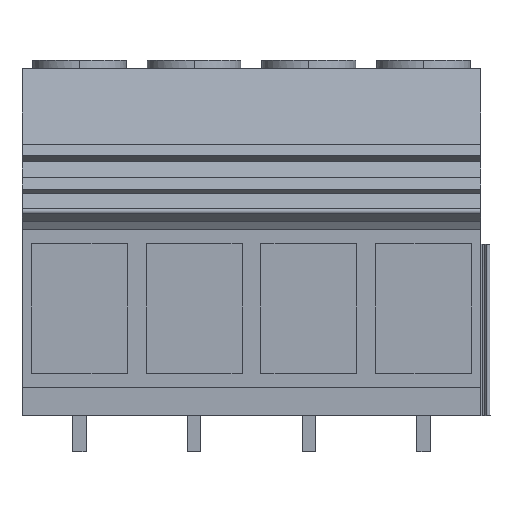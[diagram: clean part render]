
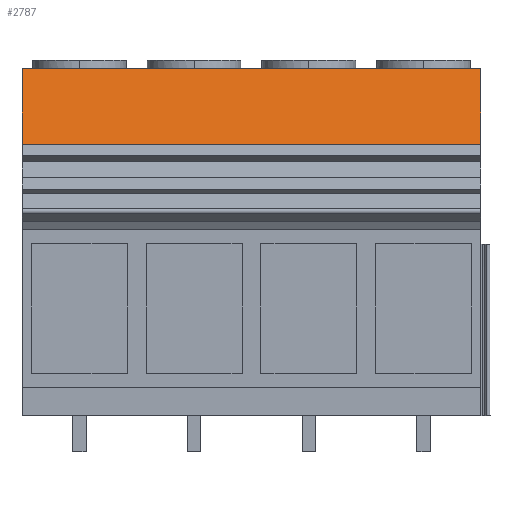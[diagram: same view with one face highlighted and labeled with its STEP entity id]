
A CAD part, front view. The second image highlights one B-rep face of the part: STEP entity #2787.
In plain terms, the highlighted planar face has unit normal (0, -0.966, 0.259).
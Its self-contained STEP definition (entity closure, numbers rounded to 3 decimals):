
#2767=AXIS2_PLACEMENT_3D('Plane Axis2P3D',#2764,#2765,#2766) ;
#726=CARTESIAN_POINT('Vertex',(0.,6.947,27.166)) ;
#729=CARTESIAN_POINT('Line Origine',(0.,7.853,30.546)) ;
#733=CARTESIAN_POINT('Vertex',(0.,8.758,33.925)) ;
#2749=CARTESIAN_POINT('Vertex',(40.64,6.947,27.166)) ;
#2752=CARTESIAN_POINT('Line Origine',(20.32,6.947,27.166)) ;
#2764=CARTESIAN_POINT('Axis2P3D Location',(0.,6.947,27.166)) ;
#2769=CARTESIAN_POINT('Line Origine',(40.64,7.853,30.546)) ;
#2773=CARTESIAN_POINT('Vertex',(40.64,8.758,33.925)) ;
#2776=CARTESIAN_POINT('Line Origine',(20.32,8.758,33.925)) ;
#730=DIRECTION('Vector Direction',(0.,0.259,0.966)) ;
#2753=DIRECTION('Vector Direction',(1.,0.,0.)) ;
#2765=DIRECTION('Axis2P3D Direction',(0.,0.966,-0.259)) ;
#2766=DIRECTION('Axis2P3D XDirection',(0.,0.259,0.966)) ;
#2770=DIRECTION('Vector Direction',(0.,0.259,0.966)) ;
#2777=DIRECTION('Vector Direction',(1.,0.,0.)) ;
#731=VECTOR('Line Direction',#730,1.) ;
#2754=VECTOR('Line Direction',#2753,1.) ;
#2771=VECTOR('Line Direction',#2770,1.) ;
#2778=VECTOR('Line Direction',#2777,1.) ;
#2782=ORIENTED_EDGE('',*,*,#2756,.T.) ;
#2783=ORIENTED_EDGE('',*,*,#2775,.T.) ;
#2784=ORIENTED_EDGE('',*,*,#2780,.F.) ;
#2785=ORIENTED_EDGE('',*,*,#735,.F.) ;
#2787=ADVANCED_FACE('HOUSING',(#2786),#2768,.F.) ;
#735=EDGE_CURVE('',#727,#734,#732,.T.) ;
#2756=EDGE_CURVE('',#727,#2750,#2755,.T.) ;
#2775=EDGE_CURVE('',#2750,#2774,#2772,.T.) ;
#2780=EDGE_CURVE('',#734,#2774,#2779,.T.) ;
#2781=EDGE_LOOP('',(#2782,#2783,#2784,#2785)) ;
#2786=FACE_OUTER_BOUND('',#2781,.T.) ;
#732=LINE('Line',#729,#731) ;
#2755=LINE('Line',#2752,#2754) ;
#2772=LINE('Line',#2769,#2771) ;
#2779=LINE('Line',#2776,#2778) ;
#2768=PLANE('',#2767) ;
#727=VERTEX_POINT('',#726) ;
#734=VERTEX_POINT('',#733) ;
#2750=VERTEX_POINT('',#2749) ;
#2774=VERTEX_POINT('',#2773) ;
